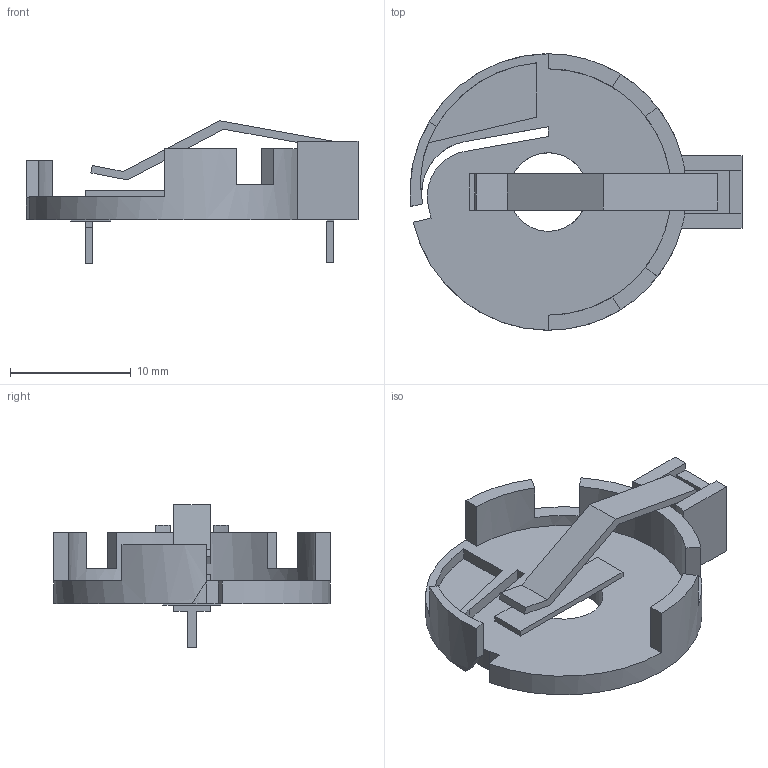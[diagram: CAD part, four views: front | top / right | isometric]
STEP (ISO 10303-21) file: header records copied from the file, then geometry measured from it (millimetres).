
FILE_DESCRIPTION(/* description */ (''),/* implementation_level */ '2;1');
FILE_NAME(/* name */ 'BH810_2032batHolder.stp',/* time_stamp */ '2014-08-17T21:36:56+03:00',/* author */ ('Vladimir'),/* organization */ (''),/* preprocessor_version */ 'ST-DEVELOPER v15.6',/* originating_system */ 'Autodesk Inventor 2015',/* authorisation */ '');
FILE_SCHEMA (('AUTOMOTIVE_DESIGN { 1 0 10303 214 3 1 1 }'));
Length unit declared in the file: millimetre
Products named in the file (1): BH810_2032batHolder
Bounding box: 27.5 x 22.9 x 11.81 mm (x, y, z)
Volume: 1019.2 mm3; surface area: 1737.8 mm2
Topology: 1 solids, 1 shells, 88 faces, 238 edges, 154 vertices
Faces by surface type: plane 77, cylinder 11
Full cylindrical faces by diameter (mm): 6.5 x1
Entity records: 2790 total; most frequent: CARTESIAN_POINT 478, ORIENTED_EDGE 472, DIRECTION 456, EDGE_CURVE 236, LINE 194, VECTOR 194, VERTEX_POINT 153, AXIS2_PLACEMENT_3D 131
